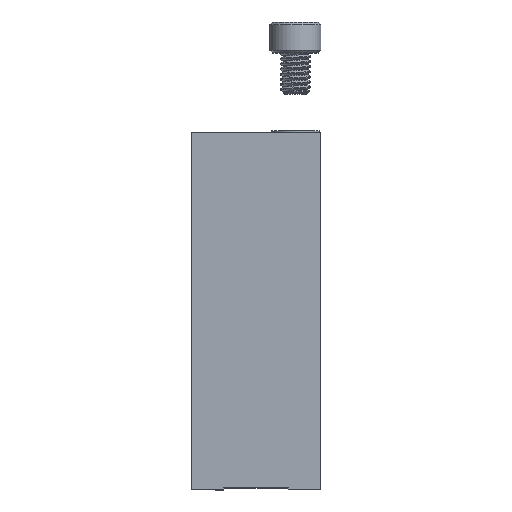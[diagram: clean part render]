
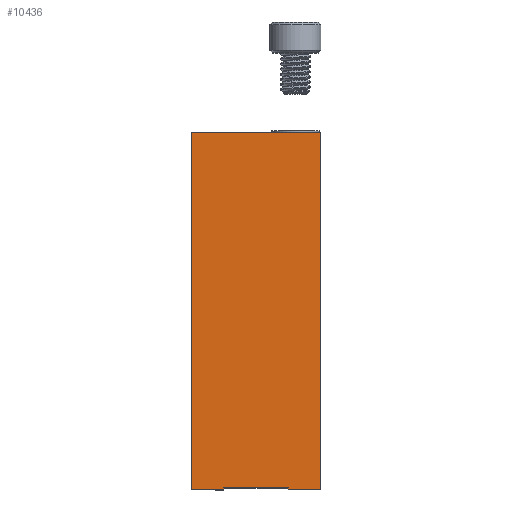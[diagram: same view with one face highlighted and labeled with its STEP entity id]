
A CAD part, top view. The second image highlights one B-rep face of the part: STEP entity #10436.
In plain terms, the highlighted planar face has unit normal (0, 0, 1).
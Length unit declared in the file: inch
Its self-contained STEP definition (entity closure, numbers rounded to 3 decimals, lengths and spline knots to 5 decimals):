
#230 = EDGE_CURVE ( 'NONE', #13256, #16449, #11502, .T. ) ;
#510 = VERTEX_POINT ( 'NONE', #582 ) ;
#582 = CARTESIAN_POINT ( 'NONE',  ( 2.735, 0.25, 0. ) ) ;
#714 = ORIENTED_EDGE ( 'NONE', *, *, #4571, .F. ) ;
#751 = EDGE_CURVE ( 'NONE', #11768, #16449, #5412, .T. ) ;
#1047 = LINE ( 'NONE', #1778, #8662 ) ;
#1158 = EDGE_LOOP ( 'NONE', ( #12586, #5518, #6472, #17775, #714, #10234, #9840, #18269 ) ) ;
#1778 = CARTESIAN_POINT ( 'NONE',  ( 0., 1., 0. ) ) ;
#2011 = VERTEX_POINT ( 'NONE', #12536 ) ;
#2180 = VECTOR ( 'NONE', #11613, 39.37008 ) ;
#2205 = DIRECTION ( 'NONE',  ( 1., 0., 0. ) ) ;
#2643 = CARTESIAN_POINT ( 'NONE',  ( 0., 1., 0. ) ) ;
#2675 = AXIS2_PLACEMENT_3D ( 'NONE', #2643, #8450, #18532 ) ;
#2786 = EDGE_CURVE ( 'NONE', #13765, #11030, #18019, .T. ) ;
#3119 = VECTOR ( 'NONE', #2205, 39.37008 ) ;
#3135 = CARTESIAN_POINT ( 'NONE',  ( 2.735, 0.75, 0. ) ) ;
#3230 = CARTESIAN_POINT ( 'NONE',  ( 2.75, 0.75, 0. ) ) ;
#4571 = EDGE_CURVE ( 'NONE', #16198, #11030, #9836, .T. ) ;
#5071 = VECTOR ( 'NONE', #16552, 39.37008 ) ;
#5412 = LINE ( 'NONE', #6971, #8521 ) ;
#5518 = ORIENTED_EDGE ( 'NONE', *, *, #17213, .T. ) ;
#5995 = LINE ( 'NONE', #10330, #13231 ) ;
#6472 = ORIENTED_EDGE ( 'NONE', *, *, #15778, .T. ) ;
#6971 = CARTESIAN_POINT ( 'NONE',  ( 0., 0., 0. ) ) ;
#7090 = VECTOR ( 'NONE', #8006, 39.37008 ) ;
#7243 = LINE ( 'NONE', #16610, #5071 ) ;
#7798 = CARTESIAN_POINT ( 'NONE',  ( 2.75, 1., 0. ) ) ;
#8000 = CARTESIAN_POINT ( 'NONE',  ( 2.75, 0.25, 0. ) ) ;
#8006 = DIRECTION ( 'NONE',  ( 0., -1., 0. ) ) ;
#8371 = DIRECTION ( 'NONE',  ( 0., -1., 0. ) ) ;
#8450 = DIRECTION ( 'NONE',  ( 0., 0., -1. ) ) ;
#8499 = CARTESIAN_POINT ( 'NONE',  ( 2.75, 1., 0. ) ) ;
#8521 = VECTOR ( 'NONE', #17078, 39.37008 ) ;
#8662 = VECTOR ( 'NONE', #11851, 39.37008 ) ;
#9588 = CARTESIAN_POINT ( 'NONE',  ( 0., 0., 0. ) ) ;
#9836 = LINE ( 'NONE', #16626, #7090 ) ;
#9840 = ORIENTED_EDGE ( 'NONE', *, *, #18455, .T. ) ;
#9984 = FACE_OUTER_BOUND ( 'NONE', #1158, .T. ) ;
#10144 = CARTESIAN_POINT ( 'NONE',  ( 0., 1., 0. ) ) ;
#10234 = ORIENTED_EDGE ( 'NONE', *, *, #17739, .F. ) ;
#10330 = CARTESIAN_POINT ( 'NONE',  ( 2.75, 0.25, 0. ) ) ;
#10436 = ADVANCED_FACE ( 'NONE', ( #9984 ), #14121, .F. ) ;
#11030 = VERTEX_POINT ( 'NONE', #3230 ) ;
#11502 = LINE ( 'NONE', #8499, #11953 ) ;
#11613 = DIRECTION ( 'NONE',  ( 1., 0., 0. ) ) ;
#11763 = DIRECTION ( 'NONE',  ( -1., 0., 0. ) ) ;
#11768 = VERTEX_POINT ( 'NONE', #9588 ) ;
#11851 = DIRECTION ( 'NONE',  ( 0., -1., 0. ) ) ;
#11953 = VECTOR ( 'NONE', #8371, 39.37008 ) ;
#12536 = CARTESIAN_POINT ( 'NONE',  ( 0., 1., 0. ) ) ;
#12586 = ORIENTED_EDGE ( 'NONE', *, *, #230, .F. ) ;
#13231 = VECTOR ( 'NONE', #11763, 39.37008 ) ;
#13256 = VERTEX_POINT ( 'NONE', #8000 ) ;
#13630 = LINE ( 'NONE', #10144, #2180 ) ;
#13765 = VERTEX_POINT ( 'NONE', #3135 ) ;
#14121 = PLANE ( 'NONE',  #2675 ) ;
#14236 = CARTESIAN_POINT ( 'NONE',  ( 2.75, 0., 0. ) ) ;
#15778 = EDGE_CURVE ( 'NONE', #510, #13765, #7243, .T. ) ;
#16198 = VERTEX_POINT ( 'NONE', #7798 ) ;
#16449 = VERTEX_POINT ( 'NONE', #14236 ) ;
#16552 = DIRECTION ( 'NONE',  ( 0., 1., 0. ) ) ;
#16610 = CARTESIAN_POINT ( 'NONE',  ( 2.735, 0.25, 0. ) ) ;
#16626 = CARTESIAN_POINT ( 'NONE',  ( 2.75, 1., 0. ) ) ;
#16664 = CARTESIAN_POINT ( 'NONE',  ( 2.735, 0.75, 0. ) ) ;
#17078 = DIRECTION ( 'NONE',  ( 1., 0., 0. ) ) ;
#17213 = EDGE_CURVE ( 'NONE', #13256, #510, #5995, .T. ) ;
#17739 = EDGE_CURVE ( 'NONE', #2011, #16198, #13630, .T. ) ;
#17775 = ORIENTED_EDGE ( 'NONE', *, *, #2786, .T. ) ;
#18019 = LINE ( 'NONE', #16664, #3119 ) ;
#18269 = ORIENTED_EDGE ( 'NONE', *, *, #751, .T. ) ;
#18455 = EDGE_CURVE ( 'NONE', #2011, #11768, #1047, .T. ) ;
#18532 = DIRECTION ( 'NONE',  ( -1., 0., 0. ) ) ;
